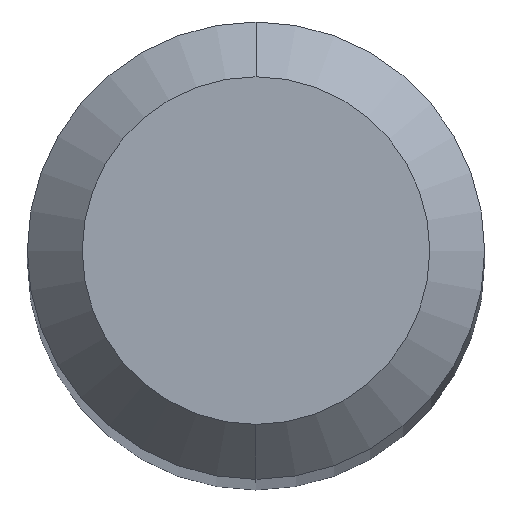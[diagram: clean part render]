
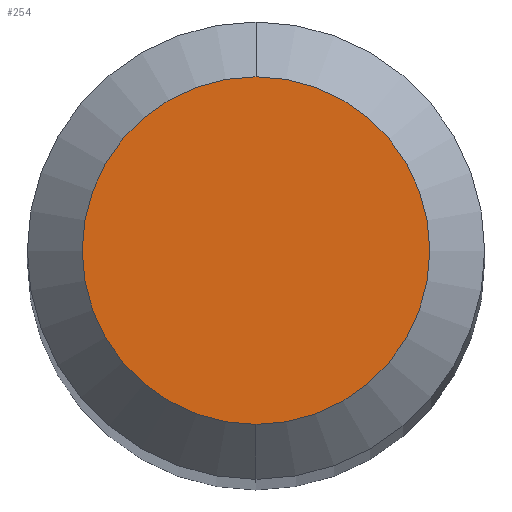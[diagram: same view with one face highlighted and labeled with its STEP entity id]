
A CAD part, top view. The second image highlights one B-rep face of the part: STEP entity #254.
In plain terms, the highlighted planar face has unit normal (0, 0, 1).
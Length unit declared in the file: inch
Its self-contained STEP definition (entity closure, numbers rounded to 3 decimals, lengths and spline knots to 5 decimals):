
#67 = EDGE_LOOP ( 'NONE', ( #86, #436 ) ) ;
#79 = VERTEX_POINT ( 'NONE', #193 ) ;
#86 = ORIENTED_EDGE ( 'NONE', *, *, #151, .T. ) ;
#108 = AXIS2_PLACEMENT_3D ( 'NONE', #398, #353, #389 ) ;
#129 = AXIS2_PLACEMENT_3D ( 'NONE', #291, #267, #418 ) ;
#131 = FACE_OUTER_BOUND ( 'NONE', #67, .T. ) ;
#143 = CIRCLE ( 'NONE', #350, 0.0475 ) ;
#151 = EDGE_CURVE ( 'NONE', #496, #79, #143, .T. ) ;
#193 = CARTESIAN_POINT ( 'NONE',  ( 0., -0.0475, 0. ) ) ;
#246 = CARTESIAN_POINT ( 'NONE',  ( 0., 0., 0. ) ) ;
#254 = ADVANCED_FACE ( 'NONE', ( #131 ), #472, .F. ) ;
#267 = DIRECTION ( 'NONE',  ( 0., 0., 1. ) ) ;
#291 = CARTESIAN_POINT ( 'NONE',  ( 0., 0., 0. ) ) ;
#350 = AXIS2_PLACEMENT_3D ( 'NONE', #246, #464, #460 ) ;
#353 = DIRECTION ( 'NONE',  ( 0., 0., -1. ) ) ;
#389 = DIRECTION ( 'NONE',  ( 0., 1., 0. ) ) ;
#398 = CARTESIAN_POINT ( 'NONE',  ( 0., 0.0475, 0. ) ) ;
#418 = DIRECTION ( 'NONE',  ( 0., -1., 0. ) ) ;
#436 = ORIENTED_EDGE ( 'NONE', *, *, #473, .T. ) ;
#448 = CARTESIAN_POINT ( 'NONE',  ( 0., 0.0475, 0. ) ) ;
#460 = DIRECTION ( 'NONE',  ( 0., -1., 0. ) ) ;
#464 = DIRECTION ( 'NONE',  ( 0., 0., 1. ) ) ;
#472 = PLANE ( 'NONE',  #108 ) ;
#473 = EDGE_CURVE ( 'NONE', #79, #496, #506, .T. ) ;
#496 = VERTEX_POINT ( 'NONE', #448 ) ;
#506 = CIRCLE ( 'NONE', #129, 0.0475 ) ;
